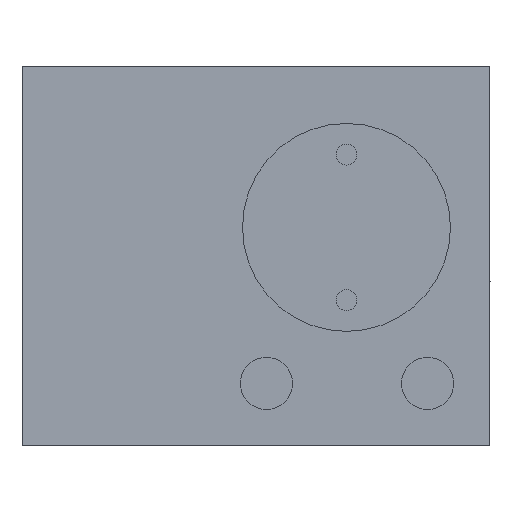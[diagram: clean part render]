
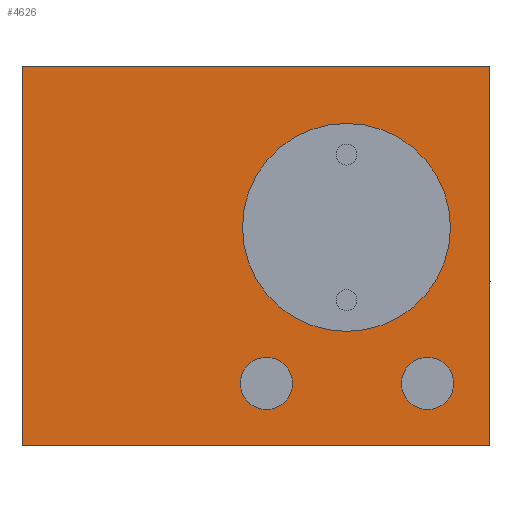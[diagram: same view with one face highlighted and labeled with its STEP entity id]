
A CAD part, left-side view. The second image highlights one B-rep face of the part: STEP entity #4626.
In plain terms, the highlighted planar face has unit normal (-1, 0, 0).
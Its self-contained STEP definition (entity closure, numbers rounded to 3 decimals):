
#1067 = EDGE_LOOP ( 'NONE', ( #4378, #4377 ) ) ;
#1069 = EDGE_LOOP ( 'NONE', ( #4380, #4379 ) ) ;
#1071 = EDGE_LOOP ( 'NONE', ( #4373, #4374, #4371, #4376 ) ) ;
#1074 = EDGE_LOOP ( 'NONE', ( #4370, #4372 ) ) ;
#1190 = VERTEX_POINT ( 'NONE', #6031 ) ;
#1193 = VERTEX_POINT ( 'NONE', #6034 ) ;
#1194 = VERTEX_POINT ( 'NONE', #6035 ) ;
#1195 = VERTEX_POINT ( 'NONE', #6036 ) ;
#1197 = VERTEX_POINT ( 'NONE', #6038 ) ;
#1223 = VERTEX_POINT ( 'NONE', #6064 ) ;
#3191 = VERTEX_POINT ( 'NONE', #6131 ) ;
#3229 = EDGE_CURVE ( 'NONE', #3940, #3191, #6322, .T. ) ;
#3900 = VERTEX_POINT ( 'NONE', #9176 ) ;
#3902 = VERTEX_POINT ( 'NONE', #9178 ) ;
#3940 = VERTEX_POINT ( 'NONE', #9216 ) ;
#4370 = ORIENTED_EDGE ( 'NONE', *, *, #4447, .T. ) ;
#4371 = ORIENTED_EDGE ( 'NONE', *, *, #4775, .F. ) ;
#4372 = ORIENTED_EDGE ( 'NONE', *, *, #4773, .T. ) ;
#4373 = ORIENTED_EDGE ( 'NONE', *, *, #4774, .T. ) ;
#4374 = ORIENTED_EDGE ( 'NONE', *, *, #3229, .F. ) ;
#4376 = ORIENTED_EDGE ( 'NONE', *, *, #4776, .T. ) ;
#4377 = ORIENTED_EDGE ( 'NONE', *, *, #4777, .T. ) ;
#4378 = ORIENTED_EDGE ( 'NONE', *, *, #4451, .T. ) ;
#4379 = ORIENTED_EDGE ( 'NONE', *, *, #4778, .T. ) ;
#4380 = ORIENTED_EDGE ( 'NONE', *, *, #4443, .T. ) ;
#4443 = EDGE_CURVE ( 'NONE', #1193, #1223, #6802, .T. ) ;
#4447 = EDGE_CURVE ( 'NONE', #1190, #1195, #6804, .T. ) ;
#4451 = EDGE_CURVE ( 'NONE', #1197, #1194, #6806, .T. ) ;
#4626 = ADVANCED_FACE ( 'NONE', ( #10110, #10117, #10131, #10133 ), #12304, .F. ) ;
#4773 = EDGE_CURVE ( 'NONE', #1195, #1190, #6826, .T. ) ;
#4774 = EDGE_CURVE ( 'NONE', #3902, #3191, #13094, .T. ) ;
#4775 = EDGE_CURVE ( 'NONE', #3900, #3940, #13097, .T. ) ;
#4776 = EDGE_CURVE ( 'NONE', #3900, #3902, #13100, .T. ) ;
#4777 = EDGE_CURVE ( 'NONE', #1194, #1197, #6825, .T. ) ;
#4778 = EDGE_CURVE ( 'NONE', #1223, #1193, #6827, .T. ) ;
#4938 = VECTOR ( 'NONE', #6324, 1000. ) ;
#5550 = AXIS2_PLACEMENT_3D ( 'NONE', #9569, #9570, #9571 ) ;
#5566 = AXIS2_PLACEMENT_3D ( 'NONE', #9557, #9558, #9559 ) ;
#6031 = CARTESIAN_POINT ( 'NONE',  ( -49.5, -16.5, 8.5 ) ) ;
#6034 = CARTESIAN_POINT ( 'NONE',  ( -49.5, -1., 8.5 ) ) ;
#6035 = CARTESIAN_POINT ( 'NONE',  ( -49.5, -8.7, 11. ) ) ;
#6036 = CARTESIAN_POINT ( 'NONE',  ( -49.5, -16.5, 3.5 ) ) ;
#6038 = CARTESIAN_POINT ( 'NONE',  ( -49.5, -8.7, 31. ) ) ;
#6064 = CARTESIAN_POINT ( 'NONE',  ( -49.5, -1., 3.5 ) ) ;
#6131 = CARTESIAN_POINT ( 'NONE',  ( -49.5, -22.5, 0. ) ) ;
#6322 = LINE ( 'NONE', #6323, #4938 ) ;
#6323 = CARTESIAN_POINT ( 'NONE',  ( -49.5, -22.5, 36.5 ) ) ;
#6324 = DIRECTION ( 'NONE',  ( 0., 0., -1. ) ) ;
#6802 = CIRCLE ( 'NONE', #5566, 2.5 ) ;
#6804 = CIRCLE ( 'NONE', #5550, 2.5 ) ;
#6806 = CIRCLE ( 'NONE', #9881, 10. ) ;
#6825 = CIRCLE ( 'NONE', #10276, 10. ) ;
#6826 = CIRCLE ( 'NONE', #10238, 2.5 ) ;
#6827 = CIRCLE ( 'NONE', #10274, 2.5 ) ;
#9176 = CARTESIAN_POINT ( 'NONE',  ( -49.5, 22.5, 36.5 ) ) ;
#9178 = CARTESIAN_POINT ( 'NONE',  ( -49.5, 22.5, 0. ) ) ;
#9216 = CARTESIAN_POINT ( 'NONE',  ( -49.5, -22.5, 36.5 ) ) ;
#9557 = CARTESIAN_POINT ( 'NONE',  ( -49.5, -1., 6. ) ) ;
#9558 = DIRECTION ( 'NONE',  ( 1., 0., 0. ) ) ;
#9559 = DIRECTION ( 'NONE',  ( 0., 0., -1. ) ) ;
#9569 = CARTESIAN_POINT ( 'NONE',  ( -49.5, -16.5, 6. ) ) ;
#9570 = DIRECTION ( 'NONE',  ( 1., 0., 0. ) ) ;
#9571 = DIRECTION ( 'NONE',  ( 0., 0., -1. ) ) ;
#9581 = CARTESIAN_POINT ( 'NONE',  ( -49.5, -8.7, 21. ) ) ;
#9582 = DIRECTION ( 'NONE',  ( 1., 0., 0. ) ) ;
#9583 = DIRECTION ( 'NONE',  ( 0., 0., -1. ) ) ;
#9881 = AXIS2_PLACEMENT_3D ( 'NONE', #9581, #9582, #9583 ) ;
#10110 = FACE_BOUND ( 'NONE', #1074, .T. ) ;
#10111 = AXIS2_PLACEMENT_3D ( 'NONE', #12305, #12306, #12307 ) ;
#10117 = FACE_OUTER_BOUND ( 'NONE', #1071, .T. ) ;
#10131 = FACE_BOUND ( 'NONE', #1067, .T. ) ;
#10133 = FACE_BOUND ( 'NONE', #1069, .T. ) ;
#10238 = AXIS2_PLACEMENT_3D ( 'NONE', #13069, #13091, #13092 ) ;
#10274 = AXIS2_PLACEMENT_3D ( 'NONE', #13105, #13106, #13107 ) ;
#10276 = AXIS2_PLACEMENT_3D ( 'NONE', #13093, #13103, #13104 ) ;
#10277 = VECTOR ( 'NONE', #13096, 1000. ) ;
#10278 = VECTOR ( 'NONE', #13099, 1000. ) ;
#10280 = VECTOR ( 'NONE', #13102, 1000. ) ;
#12304 = PLANE ( 'NONE',  #10111 ) ;
#12305 = CARTESIAN_POINT ( 'NONE',  ( -49.5, 22.5, 36.5 ) ) ;
#12306 = DIRECTION ( 'NONE',  ( 1., 0., 0. ) ) ;
#12307 = DIRECTION ( 'NONE',  ( 0., 1., 0. ) ) ;
#13069 = CARTESIAN_POINT ( 'NONE',  ( -49.5, -16.5, 6. ) ) ;
#13091 = DIRECTION ( 'NONE',  ( 1., 0., 0. ) ) ;
#13092 = DIRECTION ( 'NONE',  ( 0., 0., -1. ) ) ;
#13093 = CARTESIAN_POINT ( 'NONE',  ( -49.5, -8.7, 21. ) ) ;
#13094 = LINE ( 'NONE', #13095, #10277 ) ;
#13095 = CARTESIAN_POINT ( 'NONE',  ( -49.5, 22.5, 0. ) ) ;
#13096 = DIRECTION ( 'NONE',  ( 0., -1., 0. ) ) ;
#13097 = LINE ( 'NONE', #13098, #10278 ) ;
#13098 = CARTESIAN_POINT ( 'NONE',  ( -49.5, 22.5, 36.5 ) ) ;
#13099 = DIRECTION ( 'NONE',  ( 0., -1., 0. ) ) ;
#13100 = LINE ( 'NONE', #13101, #10280 ) ;
#13101 = CARTESIAN_POINT ( 'NONE',  ( -49.5, 22.5, 36.5 ) ) ;
#13102 = DIRECTION ( 'NONE',  ( 0., 0., -1. ) ) ;
#13103 = DIRECTION ( 'NONE',  ( 1., 0., 0. ) ) ;
#13104 = DIRECTION ( 'NONE',  ( 0., 0., -1. ) ) ;
#13105 = CARTESIAN_POINT ( 'NONE',  ( -49.5, -1., 6. ) ) ;
#13106 = DIRECTION ( 'NONE',  ( 1., 0., 0. ) ) ;
#13107 = DIRECTION ( 'NONE',  ( 0., 0., -1. ) ) ;
